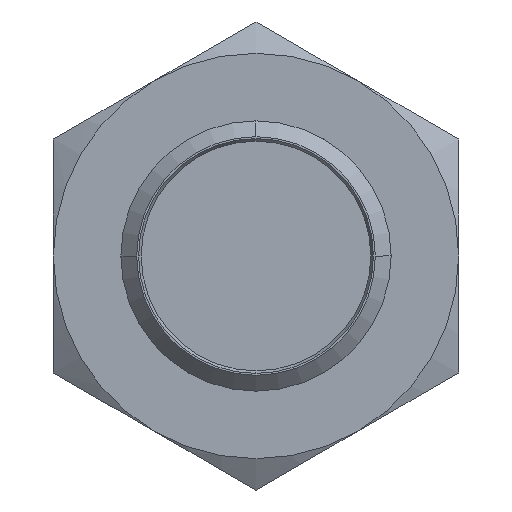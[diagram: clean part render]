
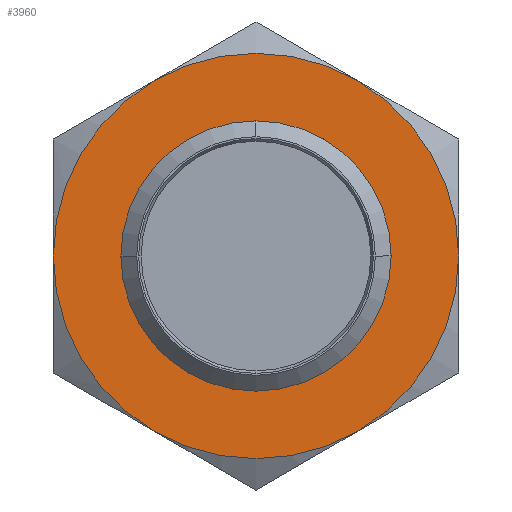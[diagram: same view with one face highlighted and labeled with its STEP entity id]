
A CAD part, front view. The second image highlights one B-rep face of the part: STEP entity #3960.
In plain terms, the highlighted planar face has unit normal (0, -1, 0).
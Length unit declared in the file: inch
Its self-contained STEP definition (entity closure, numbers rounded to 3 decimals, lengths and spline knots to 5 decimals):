
#1 = CIRCLE ( 'NONE', #7132, 0.35433 ) ;
#15 = FACE_OUTER_BOUND ( 'NONE', #6715, .T. ) ;
#204 = DIRECTION ( 'NONE',  ( -1., 0., 0. ) ) ;
#277 = VERTEX_POINT ( 'NONE', #885 ) ;
#418 = VERTEX_POINT ( 'NONE', #3372 ) ;
#530 = CARTESIAN_POINT ( 'NONE',  ( 0., 0.40157, -0.40915 ) ) ;
#666 = DIRECTION ( 'NONE',  ( -1., 0., 0. ) ) ;
#749 = DIRECTION ( 'NONE',  ( 0., 1., 0. ) ) ;
#885 = CARTESIAN_POINT ( 'NONE',  ( 0.23622, 0.40157, 0. ) ) ;
#958 = AXIS2_PLACEMENT_3D ( 'NONE', #530, #5824, #2927 ) ;
#1096 = CIRCLE ( 'NONE', #6774, 0.35433 ) ;
#1335 = CARTESIAN_POINT ( 'NONE',  ( 0., 0.40157, 0. ) ) ;
#1475 = EDGE_CURVE ( 'NONE', #4316, #1877, #3048, .T. ) ;
#1530 = CARTESIAN_POINT ( 'NONE',  ( -0.23622, 0.40157, 0. ) ) ;
#1582 = ORIENTED_EDGE ( 'NONE', *, *, #4612, .T. ) ;
#1678 = CARTESIAN_POINT ( 'NONE',  ( -0.17717, 0.40157, 0.30686 ) ) ;
#1690 = CIRCLE ( 'NONE', #1693, 0.35433 ) ;
#1693 = AXIS2_PLACEMENT_3D ( 'NONE', #4013, #4745, #666 ) ;
#1877 = VERTEX_POINT ( 'NONE', #6436 ) ;
#1941 = DIRECTION ( 'NONE',  ( 0., 1., 0. ) ) ;
#1970 = DIRECTION ( 'NONE',  ( -1., 0., 0. ) ) ;
#2144 = CIRCLE ( 'NONE', #4469, 0.23622 ) ;
#2402 = VERTEX_POINT ( 'NONE', #1678 ) ;
#2457 = CARTESIAN_POINT ( 'NONE',  ( 0., 0.40157, 0. ) ) ;
#2491 = CARTESIAN_POINT ( 'NONE',  ( 0., 0.40157, 0. ) ) ;
#2587 = EDGE_CURVE ( 'NONE', #2795, #277, #2144, .T. ) ;
#2622 = EDGE_LOOP ( 'NONE', ( #1582, #2975 ) ) ;
#2750 = ORIENTED_EDGE ( 'NONE', *, *, #5108, .F. ) ;
#2758 = ORIENTED_EDGE ( 'NONE', *, *, #1475, .F. ) ;
#2795 = VERTEX_POINT ( 'NONE', #1530 ) ;
#2927 = DIRECTION ( 'NONE',  ( -1., 0., 0. ) ) ;
#2975 = ORIENTED_EDGE ( 'NONE', *, *, #2587, .T. ) ;
#3003 = AXIS2_PLACEMENT_3D ( 'NONE', #5870, #5273, #204 ) ;
#3026 = DIRECTION ( 'NONE',  ( -1., 0., 0. ) ) ;
#3048 = CIRCLE ( 'NONE', #4404, 0.35433 ) ;
#3372 = CARTESIAN_POINT ( 'NONE',  ( -0.17717, 0.40157, -0.30686 ) ) ;
#3483 = DIRECTION ( 'NONE',  ( -1., 0., 0. ) ) ;
#3496 = PLANE ( 'NONE',  #958 ) ;
#3529 = AXIS2_PLACEMENT_3D ( 'NONE', #1335, #3649, #1970 ) ;
#3649 = DIRECTION ( 'NONE',  ( 0., 1., 0. ) ) ;
#3670 = CARTESIAN_POINT ( 'NONE',  ( 0., 0.40157, 0. ) ) ;
#3740 = DIRECTION ( 'NONE',  ( 1., 0., 0. ) ) ;
#3960 = ADVANCED_FACE ( 'NONE', ( #7463, #15 ), #3496, .T. ) ;
#3981 = VERTEX_POINT ( 'NONE', #4118 ) ;
#4013 = CARTESIAN_POINT ( 'NONE',  ( 0., 0.40157, 0. ) ) ;
#4118 = CARTESIAN_POINT ( 'NONE',  ( 0.17717, 0.40157, 0.30686 ) ) ;
#4137 = AXIS2_PLACEMENT_3D ( 'NONE', #2457, #4797, #5996 ) ;
#4191 = VERTEX_POINT ( 'NONE', #7058 ) ;
#4316 = VERTEX_POINT ( 'NONE', #6640 ) ;
#4404 = AXIS2_PLACEMENT_3D ( 'NONE', #2491, #749, #3740 ) ;
#4469 = AXIS2_PLACEMENT_3D ( 'NONE', #6362, #5809, #3483 ) ;
#4612 = EDGE_CURVE ( 'NONE', #277, #2795, #6746, .T. ) ;
#4745 = DIRECTION ( 'NONE',  ( 0., 1., 0. ) ) ;
#4797 = DIRECTION ( 'NONE',  ( 0., 1., 0. ) ) ;
#5108 = EDGE_CURVE ( 'NONE', #418, #4191, #1, .T. ) ;
#5137 = EDGE_CURVE ( 'NONE', #2402, #3981, #5825, .T. ) ;
#5273 = DIRECTION ( 'NONE',  ( 0., 1., 0. ) ) ;
#5296 = EDGE_CURVE ( 'NONE', #1877, #418, #1096, .T. ) ;
#5809 = DIRECTION ( 'NONE',  ( 0., 1., 0. ) ) ;
#5824 = DIRECTION ( 'NONE',  ( 0., -1., 0. ) ) ;
#5825 = CIRCLE ( 'NONE', #4137, 0.35433 ) ;
#5870 = CARTESIAN_POINT ( 'NONE',  ( 0., 0.40157, 0. ) ) ;
#5910 = ORIENTED_EDGE ( 'NONE', *, *, #6888, .F. ) ;
#5986 = DIRECTION ( 'NONE',  ( -1., 0., 0. ) ) ;
#5996 = DIRECTION ( 'NONE',  ( -1., 0., 0. ) ) ;
#6138 = ORIENTED_EDGE ( 'NONE', *, *, #6610, .F. ) ;
#6256 = ORIENTED_EDGE ( 'NONE', *, *, #5296, .F. ) ;
#6362 = CARTESIAN_POINT ( 'NONE',  ( 0., 0.40157, 0. ) ) ;
#6429 = CARTESIAN_POINT ( 'NONE',  ( 0., 0.40157, 0. ) ) ;
#6436 = CARTESIAN_POINT ( 'NONE',  ( 0.17717, 0.40157, -0.30686 ) ) ;
#6610 = EDGE_CURVE ( 'NONE', #3981, #4316, #1690, .T. ) ;
#6640 = CARTESIAN_POINT ( 'NONE',  ( 0.35433, 0.40157, 0. ) ) ;
#6672 = CIRCLE ( 'NONE', #3529, 0.35433 ) ;
#6715 = EDGE_LOOP ( 'NONE', ( #5910, #2750, #6256, #2758, #6138, #7276 ) ) ;
#6746 = CIRCLE ( 'NONE', #3003, 0.23622 ) ;
#6774 = AXIS2_PLACEMENT_3D ( 'NONE', #6429, #1941, #5986 ) ;
#6888 = EDGE_CURVE ( 'NONE', #4191, #2402, #6672, .T. ) ;
#7058 = CARTESIAN_POINT ( 'NONE',  ( -0.35433, 0.40157, 0. ) ) ;
#7110 = DIRECTION ( 'NONE',  ( 0., 1., 0. ) ) ;
#7132 = AXIS2_PLACEMENT_3D ( 'NONE', #3670, #7110, #3026 ) ;
#7276 = ORIENTED_EDGE ( 'NONE', *, *, #5137, .F. ) ;
#7463 = FACE_BOUND ( 'NONE', #2622, .T. ) ;
